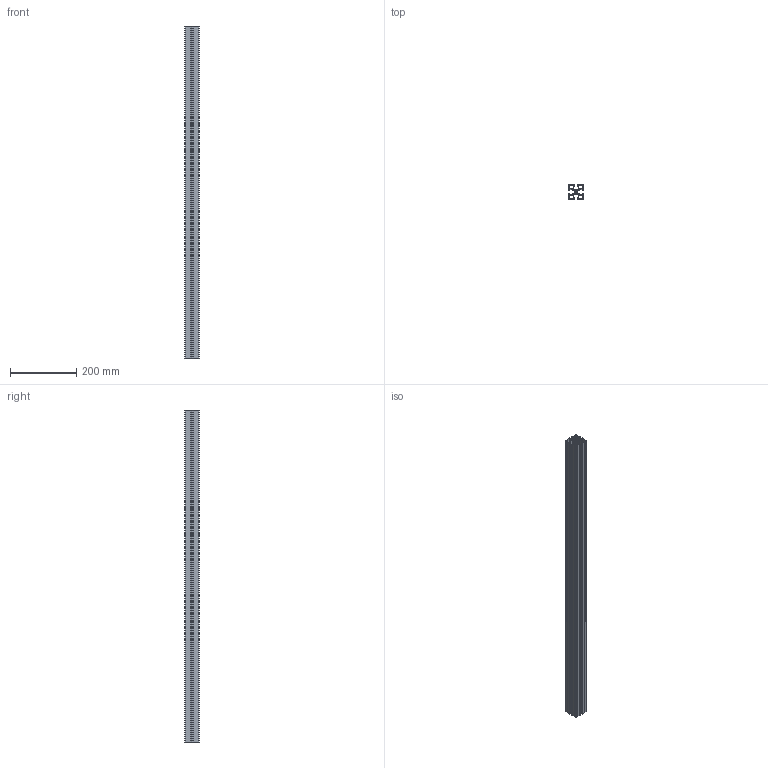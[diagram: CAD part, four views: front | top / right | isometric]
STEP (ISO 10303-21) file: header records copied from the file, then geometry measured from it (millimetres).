
FILE_DESCRIPTION(/* description */ ('Translator using VaultInventorServer'),/* implementation_level */ '2;1');
FILE_NAME(/* name */ 'BPRDD0001391_A.stp',/* time_stamp */ '2024-01-31T15:28:37+01:00',/* author */ ('Michele Amidei'),/* organization */ (''),/* preprocessor_version */ 'ST-DEVELOPER v18.1',/* originating_system */ 'Autodesk Inventor 2022',/* authorisation */ '');
FILE_SCHEMA (('AUTOMOTIVE_DESIGN { 1 0 10303 214 3 1 1 }'));
Length unit declared in the file: millimetre
Products named in the file (1): BPRDD0001391
Bounding box: 45 x 45 x 1000 mm (x, y, z)
Volume: 493111.2 mm3; surface area: 612579 mm2
Topology: 1 solids, 1 shells, 191 faces, 567 edges, 378 vertices
Faces by surface type: plane 130, cylinder 61
Full cylindrical faces by diameter (mm): 7.3 x1
Entity records: 6446 total; most frequent: CARTESIAN_POINT 1137, ORIENTED_EDGE 1134, DIRECTION 1073, EDGE_CURVE 567, LINE 445, VECTOR 445, VERTEX_POINT 378, AXIS2_PLACEMENT_3D 314
